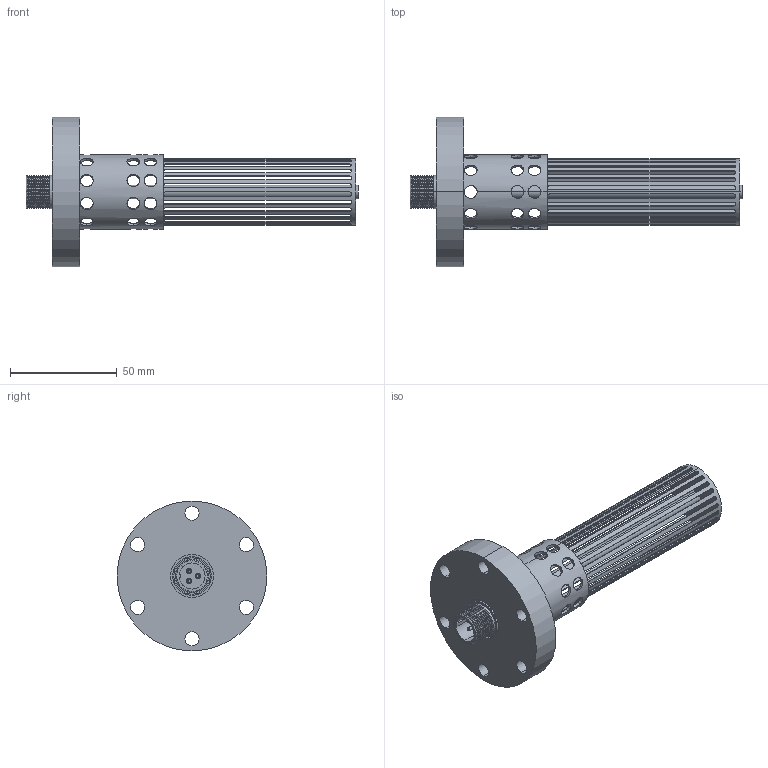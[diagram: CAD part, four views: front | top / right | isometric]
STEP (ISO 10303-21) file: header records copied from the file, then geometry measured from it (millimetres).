
FILE_DESCRIPTION (( 'STEP AP214' ), '1' );
FILE_NAME ('柲ァ撙郪璃-CF35-200L.STEP', '2023-07-20T05:46:32', ( '' ), ( '' ), 'SwSTEP 2.0', 'SolidWorks 2020', '' );
FILE_SCHEMA (( 'AUTOMOTIVE_DESIGN' ));
Length unit declared in the file: millimetre
Products named in the file (1): 柲ァ撙郪璃-CF35-200L
Bounding box: 155.2 x 70 x 70 mm (x, y, z)
Volume: 51412.2 mm3; surface area: 40505.1 mm2
Topology: 11 solids, 11 shells, 410 faces, 1115 edges, 699 vertices
Faces by surface type: cylinder 248, plane 97, cone 50, bspline 15
Entity records: 23343 total; most frequent: CARTESIAN_POINT 8472, ORIENTED_EDGE 2212, DIRECTION 1969, EDGE_CURVE 1106, AXIS2_PLACEMENT_3D 733, VERTEX_POINT 696, EDGE_LOOP 534, LINE 503
